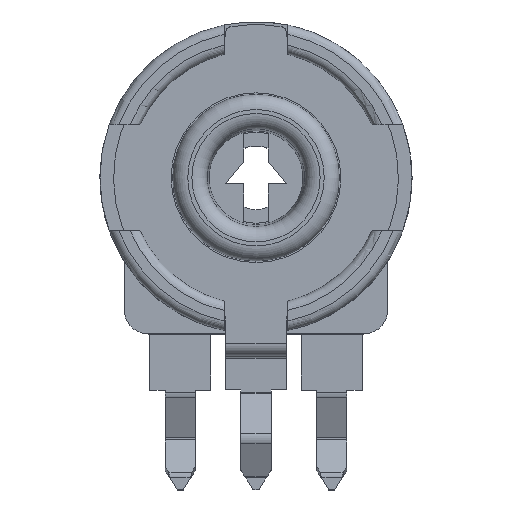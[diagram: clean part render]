
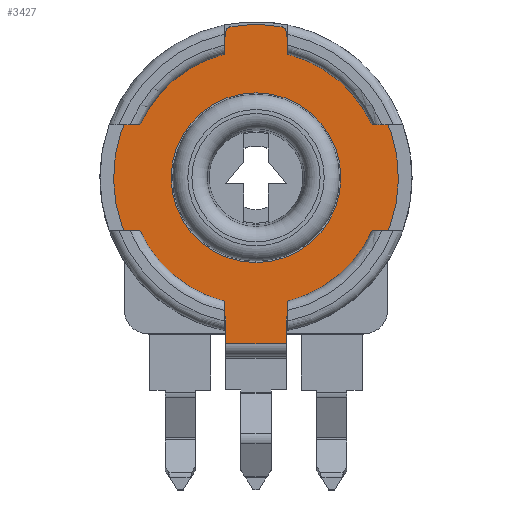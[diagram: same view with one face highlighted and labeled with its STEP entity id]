
A CAD part, top view. The second image highlights one B-rep face of the part: STEP entity #3427.
In plain terms, the highlighted planar face has unit normal (0, 0, 1).
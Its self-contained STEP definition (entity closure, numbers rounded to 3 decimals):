
#202 = AXIS2_PLACEMENT_3D ( 'NONE', #1194, #9151, #2347 ) ;
#307 = VERTEX_POINT ( 'NONE', #7481 ) ;
#316 = ORIENTED_EDGE ( 'NONE', *, *, #7385, .T. ) ;
#372 = CARTESIAN_POINT ( 'NONE',  ( 0., 0., 0.3 ) ) ;
#1003 = VERTEX_POINT ( 'NONE', #11440 ) ;
#1081 = DIRECTION ( 'NONE',  ( 0., 1., 0. ) ) ;
#1194 = CARTESIAN_POINT ( 'NONE',  ( 0., 0., 0.3 ) ) ;
#1266 = VERTEX_POINT ( 'NONE', #7215 ) ;
#1494 = DIRECTION ( 'NONE',  ( 1., 0., 0. ) ) ;
#1596 = EDGE_CURVE ( 'NONE', #1003, #13669, #12012, .T. ) ;
#1610 = CARTESIAN_POINT ( 'NONE',  ( 1.129, 4.562, 0.3 ) ) ;
#1863 = EDGE_CURVE ( 'NONE', #307, #9839, #3461, .T. ) ;
#2112 = DIRECTION ( 'NONE',  ( 1., 0., 0. ) ) ;
#2285 = ORIENTED_EDGE ( 'NONE', *, *, #10947, .T. ) ;
#2299 = LINE ( 'NONE', #9955, #11734 ) ;
#2343 = EDGE_CURVE ( 'NONE', #9336, #12668, #6855, .T. ) ;
#2347 = DIRECTION ( 'NONE',  ( 1., 0., 0. ) ) ;
#2389 = ORIENTED_EDGE ( 'NONE', *, *, #2661, .T. ) ;
#2426 = AXIS2_PLACEMENT_3D ( 'NONE', #372, #8336, #1494 ) ;
#2625 = CIRCLE ( 'NONE', #11110, 0.17 ) ;
#2661 = EDGE_CURVE ( 'NONE', #9839, #6005, #2670, .T. ) ;
#2670 = CIRCLE ( 'NONE', #13368, 0.17 ) ;
#2762 = EDGE_CURVE ( 'NONE', #11670, #11045, #7303, .T. ) ;
#2774 = CARTESIAN_POINT ( 'NONE',  ( 0.83, 4.809, 0.3 ) ) ;
#2838 = ORIENTED_EDGE ( 'NONE', *, *, #1596, .T. ) ;
#3006 = CIRCLE ( 'NONE', #6173, 0.17 ) ;
#3196 = DIRECTION ( 'NONE',  ( 0., 0., 1. ) ) ;
#3347 = CARTESIAN_POINT ( 'NONE',  ( -1., -4.592, 0.3 ) ) ;
#3349 = CARTESIAN_POINT ( 'NONE',  ( 0., 0., 0.3 ) ) ;
#3427 = ADVANCED_FACE ( 'NONE', ( #6219, #14543 ), #12246, .T. ) ;
#3461 = LINE ( 'NONE', #6260, #9162 ) ;
#3695 = EDGE_CURVE ( 'NONE', #13669, #1266, #3006, .T. ) ;
#3807 = AXIS2_PLACEMENT_3D ( 'NONE', #10017, #3196, #11124 ) ;
#3923 = DIRECTION ( 'NONE',  ( -1., 0., 0. ) ) ;
#4147 = EDGE_CURVE ( 'NONE', #10438, #12668, #13792, .T. ) ;
#4281 = DIRECTION ( 'NONE',  ( 0., 1., 0. ) ) ;
#4319 = LINE ( 'NONE', #11312, #10015 ) ;
#4479 = VERTEX_POINT ( 'NONE', #5588 ) ;
#4497 = DIRECTION ( 'NONE',  ( 1., 0., 0. ) ) ;
#4880 = DIRECTION ( 'NONE',  ( 0., 0., -1. ) ) ;
#5221 = EDGE_CURVE ( 'NONE', #12658, #11670, #2625, .T. ) ;
#5276 = CARTESIAN_POINT ( 'NONE',  ( 0.859, 4.976, 0.3 ) ) ;
#5588 = CARTESIAN_POINT ( 'NONE',  ( 2.6, 0., 0.3 ) ) ;
#5625 = DIRECTION ( 'NONE',  ( 0., 0., 1. ) ) ;
#5717 = ORIENTED_EDGE ( 'NONE', *, *, #3695, .T. ) ;
#5824 = CARTESIAN_POINT ( 'NONE',  ( -1.17, 4.727, 0.3 ) ) ;
#5909 = ORIENTED_EDGE ( 'NONE', *, *, #11753, .T. ) ;
#6005 = VERTEX_POINT ( 'NONE', #14420 ) ;
#6173 = AXIS2_PLACEMENT_3D ( 'NONE', #11664, #4880, #12811 ) ;
#6210 = EDGE_LOOP ( 'NONE', ( #8798, #5909, #2838, #5717, #7479, #13916, #10446, #316, #7636, #2389, #2285, #8858 ) ) ;
#6219 = FACE_OUTER_BOUND ( 'NONE', #6210, .T. ) ;
#6260 = CARTESIAN_POINT ( 'NONE',  ( -1., 4.809, 0.3 ) ) ;
#6855 = LINE ( 'NONE', #10998, #10225 ) ;
#6987 = DIRECTION ( 'NONE',  ( -1., 0., 0. ) ) ;
#7215 = CARTESIAN_POINT ( 'NONE',  ( 1., 4.727, 0.3 ) ) ;
#7303 = CIRCLE ( 'NONE', #2426, 5.05 ) ;
#7385 = EDGE_CURVE ( 'NONE', #11045, #307, #8273, .T. ) ;
#7479 = ORIENTED_EDGE ( 'NONE', *, *, #8316, .T. ) ;
#7481 = CARTESIAN_POINT ( 'NONE',  ( -1., 4.809, 0.3 ) ) ;
#7636 = ORIENTED_EDGE ( 'NONE', *, *, #1863, .T. ) ;
#7639 = DIRECTION ( 'NONE',  ( -1., 0., 0. ) ) ;
#7856 = EDGE_CURVE ( 'NONE', #4479, #4479, #11602, .T. ) ;
#7858 = CIRCLE ( 'NONE', #14497, 4.7 ) ;
#7896 = DIRECTION ( 'NONE',  ( 0., -1., 0. ) ) ;
#8273 = CIRCLE ( 'NONE', #3807, 0.17 ) ;
#8316 = EDGE_CURVE ( 'NONE', #1266, #12658, #4319, .T. ) ;
#8336 = DIRECTION ( 'NONE',  ( 0., 0., 1. ) ) ;
#8798 = ORIENTED_EDGE ( 'NONE', *, *, #2343, .F. ) ;
#8858 = ORIENTED_EDGE ( 'NONE', *, *, #4147, .T. ) ;
#8935 = DIRECTION ( 'NONE',  ( 0., 0., 1. ) ) ;
#9027 = CARTESIAN_POINT ( 'NONE',  ( -1., -7.605, 0.3 ) ) ;
#9151 = DIRECTION ( 'NONE',  ( 0., 0., 1. ) ) ;
#9162 = VECTOR ( 'NONE', #11901, 1000. ) ;
#9336 = VERTEX_POINT ( 'NONE', #11807 ) ;
#9520 = AXIS2_PLACEMENT_3D ( 'NONE', #9987, #8935, #2112 ) ;
#9839 = VERTEX_POINT ( 'NONE', #11589 ) ;
#9955 = CARTESIAN_POINT ( 'NONE',  ( 1., -7.605, 0.3 ) ) ;
#9987 = CARTESIAN_POINT ( 'NONE',  ( 0.33, -10.266, 0.3 ) ) ;
#10015 = VECTOR ( 'NONE', #1081, 1000. ) ;
#10017 = CARTESIAN_POINT ( 'NONE',  ( -0.83, 4.809, 0.3 ) ) ;
#10131 = CARTESIAN_POINT ( 'NONE',  ( 1., 4.809, 0.3 ) ) ;
#10225 = VECTOR ( 'NONE', #7639, 1000. ) ;
#10436 = ORIENTED_EDGE ( 'NONE', *, *, #7856, .F. ) ;
#10438 = VERTEX_POINT ( 'NONE', #3347 ) ;
#10446 = ORIENTED_EDGE ( 'NONE', *, *, #2762, .T. ) ;
#10744 = DIRECTION ( 'NONE',  ( 0., 0., 1. ) ) ;
#10947 = EDGE_CURVE ( 'NONE', #6005, #10438, #7858, .T. ) ;
#10998 = CARTESIAN_POINT ( 'NONE',  ( 0.33, -5.474, 0.3 ) ) ;
#11045 = VERTEX_POINT ( 'NONE', #12607 ) ;
#11110 = AXIS2_PLACEMENT_3D ( 'NONE', #2774, #10744, #3923 ) ;
#11124 = DIRECTION ( 'NONE',  ( -1., 0., 0. ) ) ;
#11251 = CARTESIAN_POINT ( 'NONE',  ( -1., -5.474, 0.3 ) ) ;
#11282 = DIRECTION ( 'NONE',  ( 0., 0., 1. ) ) ;
#11312 = CARTESIAN_POINT ( 'NONE',  ( 1., 4.809, 0.3 ) ) ;
#11440 = CARTESIAN_POINT ( 'NONE',  ( 1., -4.592, 0.3 ) ) ;
#11457 = EDGE_LOOP ( 'NONE', ( #10436 ) ) ;
#11589 = CARTESIAN_POINT ( 'NONE',  ( -1., 4.727, 0.3 ) ) ;
#11602 = CIRCLE ( 'NONE', #202, 2.6 ) ;
#11664 = CARTESIAN_POINT ( 'NONE',  ( 1.17, 4.727, 0.3 ) ) ;
#11670 = VERTEX_POINT ( 'NONE', #5276 ) ;
#11734 = VECTOR ( 'NONE', #4281, 1000. ) ;
#11753 = EDGE_CURVE ( 'NONE', #9336, #1003, #2299, .T. ) ;
#11807 = CARTESIAN_POINT ( 'NONE',  ( 1., -5.474, 0.3 ) ) ;
#11901 = DIRECTION ( 'NONE',  ( 0., -1., 0. ) ) ;
#12012 = CIRCLE ( 'NONE', #12693, 4.7 ) ;
#12246 = PLANE ( 'NONE',  #9520 ) ;
#12412 = CARTESIAN_POINT ( 'NONE',  ( 0., 0., 0.3 ) ) ;
#12607 = CARTESIAN_POINT ( 'NONE',  ( -0.859, 4.976, 0.3 ) ) ;
#12658 = VERTEX_POINT ( 'NONE', #10131 ) ;
#12668 = VERTEX_POINT ( 'NONE', #11251 ) ;
#12693 = AXIS2_PLACEMENT_3D ( 'NONE', #3349, #11282, #4497 ) ;
#12811 = DIRECTION ( 'NONE',  ( 1., 0., 0. ) ) ;
#13098 = VECTOR ( 'NONE', #7896, 1000. ) ;
#13368 = AXIS2_PLACEMENT_3D ( 'NONE', #5824, #13729, #6987 ) ;
#13537 = DIRECTION ( 'NONE',  ( 1., 0., 0. ) ) ;
#13669 = VERTEX_POINT ( 'NONE', #1610 ) ;
#13729 = DIRECTION ( 'NONE',  ( 0., 0., -1. ) ) ;
#13792 = LINE ( 'NONE', #9027, #13098 ) ;
#13916 = ORIENTED_EDGE ( 'NONE', *, *, #5221, .T. ) ;
#14420 = CARTESIAN_POINT ( 'NONE',  ( -1.129, 4.562, 0.3 ) ) ;
#14497 = AXIS2_PLACEMENT_3D ( 'NONE', #12412, #5625, #13537 ) ;
#14543 = FACE_BOUND ( 'NONE', #11457, .T. ) ;
